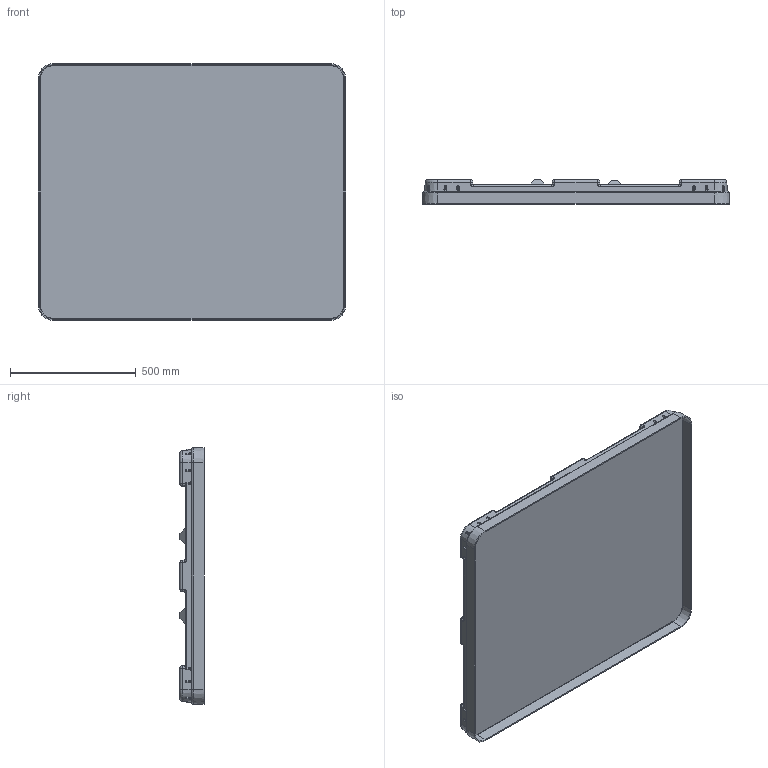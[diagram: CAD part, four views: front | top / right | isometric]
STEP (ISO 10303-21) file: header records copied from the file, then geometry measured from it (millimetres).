
FILE_DESCRIPTION((''),'2;1');
FILE_NAME('87236WSM','2025-05-06T14:01:30',('SYSTEM'),(''),'CREO PARAMETRIC BY PTC INC, 2023294','CREO PARAMETRIC BY PTC INC, 2023294','');
FILE_SCHEMA(('CONFIG_CONTROL_DESIGN'));
Products named in the file (1): 87236WSM
Bounding box: 1219.75 x 95.55 x 1019.74 mm (x, y, z)
Volume: 38685007.6 mm3; surface area: 3030242.2 mm2
Topology: 1 solids, 1 shells, 1351 faces, 3202 edges, 1888 vertices
Faces by surface type: bspline 428, cylinder 412, plane 239, sphere 92, extrusion 88, torus 76, cone 16
Entity records: 82526 total; most frequent: CARTESIAN_POINT 54644, ORIENTED_EDGE 6392, DIRECTION 4884, EDGE_CURVE 3196, VERTEX_POINT 1876, AXIS2_PLACEMENT_3D 1821, EDGE_LOOP 1380, FACE_OUTER_BOUND 1351
